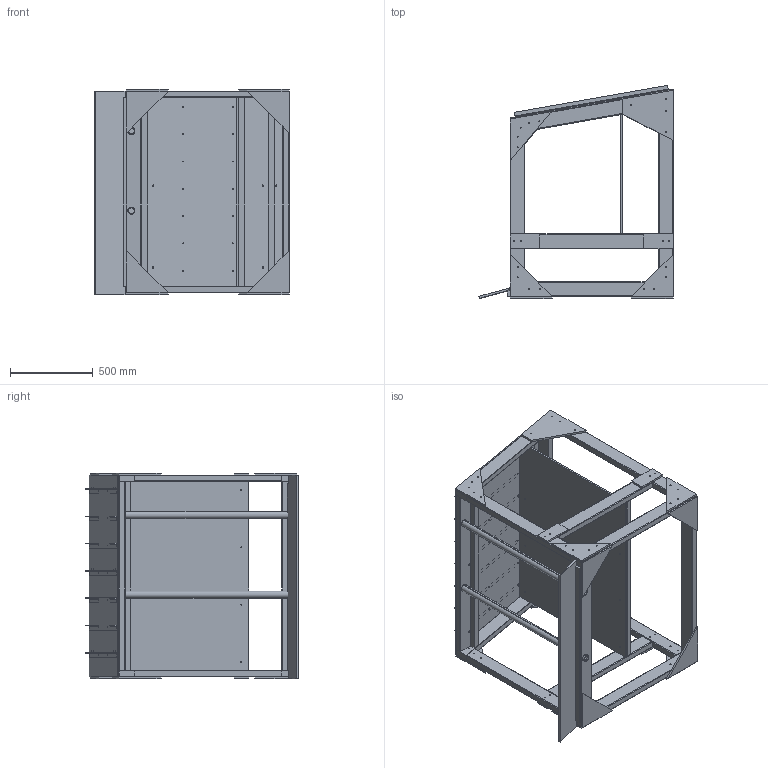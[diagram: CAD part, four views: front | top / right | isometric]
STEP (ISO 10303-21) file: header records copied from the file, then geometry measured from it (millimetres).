
FILE_DESCRIPTION (( 'STEP AP214' ), '1' );
FILE_NAME ('TE-22400.STEP', '2022-01-06T04:32:11', ( '' ), ( '' ), 'SwSTEP 2.0', 'SolidWorks 2019', '' );
FILE_SCHEMA (( 'AUTOMOTIVE_DESIGN' ));
Length unit declared in the file: inch
Products named in the file (27): TE-22407_Practice Field; TE-22405-01_Practice Field; TE-22403-05; TE-22400; TE-22403-01; TE-22403-03_No Holes; TE-22408_Practice Field; TE-22403_Half; TE-22409_Holes; TE-22405_Practice Field; TE-22403-02_Holes; TE-22404_Half; TE-22404-01_Practice Field; TE-22404-02_No Holes; TE-22411_Practice Field; TE-22418; TE-22404-03; TE-22413; TE-22406; TE-22404-04_Holes; TE-22405-02_Practice Field; TE-22417; TE-22412; TE-22405-03_Holes; TE-22419; TE-22410_Practice Field; TE-22403-04
Assembly tree (50 placements, depth 3):
  TE-22400
    TE-22417
      TE-22418
      TE-22419  x7
    TE-22403_Half
      TE-22403-01  x2
      TE-22403-02_Holes  x4
      TE-22403-03_No Holes
      TE-22403-04
      TE-22403-05
    TE-22404_Half
      TE-22404-01_Practice Field  x2
      TE-22404-02_No Holes  x2
      TE-22404-03
      TE-22404-04_Holes
    TE-22405_Practice Field
      TE-22405-01_Practice Field  x4
      TE-22405-02_Practice Field  x2
      TE-22405-03_Holes
    TE-22406
    TE-22407_Practice Field  x2
    TE-22408_Practice Field  x2
    TE-22409_Holes  x4
    TE-22410_Practice Field  x2
    TE-22411_Practice Field  x2
    TE-22412
    TE-22413  x2
Bounding box: 1175.75 x 1288.3 x 1243.81 mm (x, y, z)
Volume: 90490660.9 mm3; surface area: 12185421.4 mm2
Topology: 46 solids, 46 shells, 736 faces, 1876 edges, 1232 vertices
Faces by surface type: cylinder 430, plane 306
Entity records: 14085 total; most frequent: DIRECTION 2391, CARTESIAN_POINT 2203, ORIENTED_EDGE 2054, EDGE_CURVE 1027, AXIS2_PLACEMENT_3D 934, VERTEX_POINT 682, EDGE_LOOP 595, VECTOR 523
